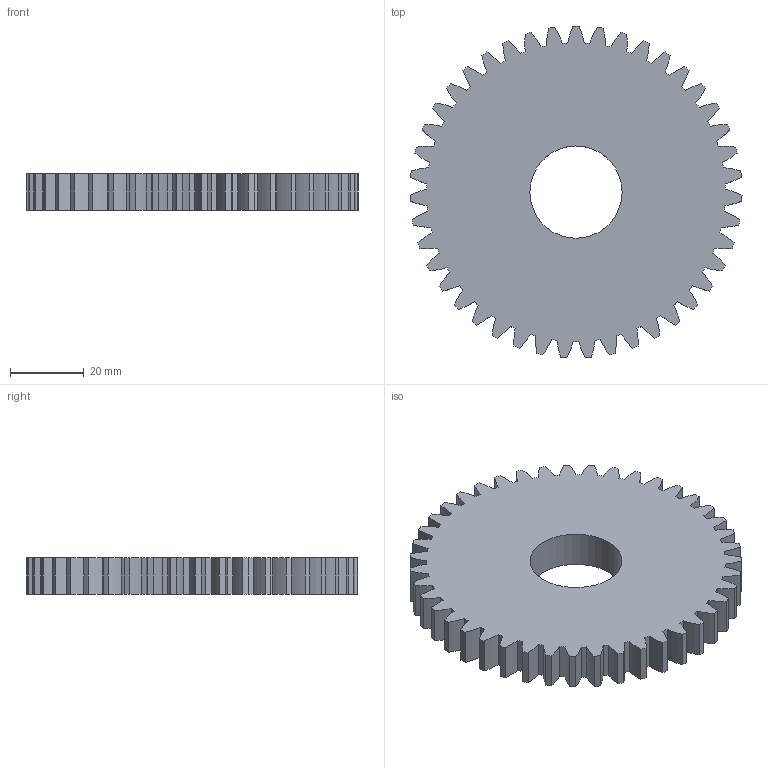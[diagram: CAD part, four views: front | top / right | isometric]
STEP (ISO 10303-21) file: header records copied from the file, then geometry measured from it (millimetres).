
FILE_DESCRIPTION(/* description */ (''),/* implementation_level */ '2;1');
FILE_NAME(/* name */ 'Spur Gear4.stp',/* time_stamp */ '2023-06-24T19:00:36+03:00',/* author */ ('mahmo'),/* organization */ (''),/* preprocessor_version */ 'ST-DEVELOPER v18.1',/* originating_system */ 'Autodesk Inventor 2021',/* authorisation */ '');
FILE_SCHEMA (('AUTOMOTIVE_DESIGN { 1 0 10303 214 3 1 1 }'));
Length unit declared in the file: millimetre
Products named in the file (1): Spur Gear1
Bounding box: 89.98 x 89.93 x 10 mm (x, y, z)
Volume: 52839 mm3; surface area: 16799.4 mm2
Topology: 1 solids, 1 shells, 175 faces, 521 edges, 348 vertices
Faces by surface type: cylinder 173, plane 2
Full cylindrical faces by diameter (mm): 25 x1
Entity records: 6144 total; most frequent: DIRECTION 1221, CARTESIAN_POINT 1045, ORIENTED_EDGE 1042, AXIS2_PLACEMENT_3D 524, EDGE_CURVE 521, CIRCLE 348, VERTEX_POINT 348, EDGE_LOOP 177
